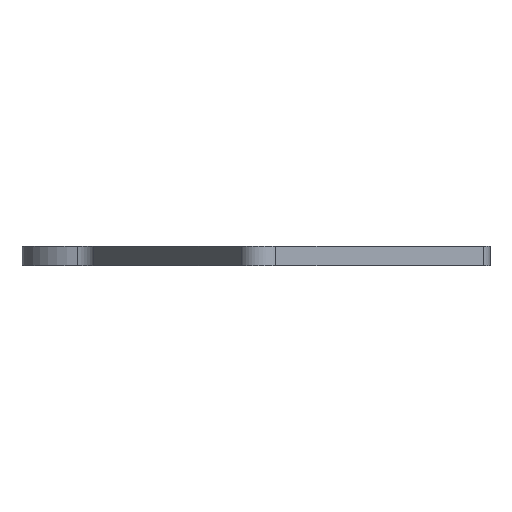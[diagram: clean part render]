
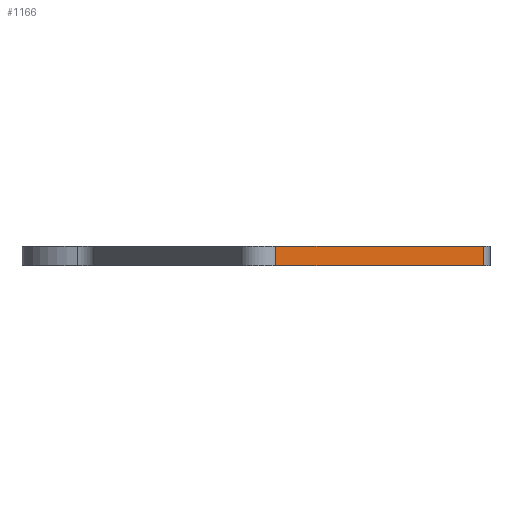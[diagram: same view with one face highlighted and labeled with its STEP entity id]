
A CAD part, left-side view. The second image highlights one B-rep face of the part: STEP entity #1166.
In plain terms, the highlighted planar face has unit normal (-0.707, -0.707, 0).
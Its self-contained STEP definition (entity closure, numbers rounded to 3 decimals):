
#43=PLANE('',#1367);
#59=LINE('',#1861,#108);
#60=LINE('',#1891,#109);
#88=LINE('',#2156,#137);
#89=LINE('',#2158,#138);
#108=VECTOR('',#1434,10.);
#109=VECTOR('',#1465,10.);
#137=VECTOR('',#1769,10.);
#138=VECTOR('',#1772,10.);
#217=FACE_OUTER_BOUND('',#298,.T.);
#298=EDGE_LOOP('',(#1041,#1042,#1043,#1044));
#444=VERTEX_POINT('',#1821);
#462=VERTEX_POINT('',#1859);
#474=VERTEX_POINT('',#1887);
#476=VERTEX_POINT('',#1890);
#584=EDGE_CURVE('',#462,#444,#59,.T.);
#598=EDGE_CURVE('',#474,#476,#60,.T.);
#724=EDGE_CURVE('',#444,#474,#88,.T.);
#725=EDGE_CURVE('',#476,#462,#89,.T.);
#1041=ORIENTED_EDGE('',*,*,#724,.F.);
#1042=ORIENTED_EDGE('',*,*,#584,.F.);
#1043=ORIENTED_EDGE('',*,*,#725,.F.);
#1044=ORIENTED_EDGE('',*,*,#598,.F.);
#1166=ADVANCED_FACE('',(#217),#43,.T.);
#1367=AXIS2_PLACEMENT_3D('',#2157,#1770,#1771);
#1434=DIRECTION('',(-0.707,0.707,0.));
#1465=DIRECTION('',(0.707,-0.707,0.));
#1769=DIRECTION('',(0.,0.,1.));
#1770=DIRECTION('center_axis',(-0.707,-0.707,0.));
#1771=DIRECTION('ref_axis',(0.707,-0.707,0.));
#1772=DIRECTION('',(0.,0.,-1.));
#1821=CARTESIAN_POINT('',(-40.067,-16.501,0.));
#1859=CARTESIAN_POINT('',(-16.355,-40.213,0.));
#1861=CARTESIAN_POINT('',(-28.284,-28.284,0.));
#1887=CARTESIAN_POINT('',(-40.067,-16.501,2.2));
#1890=CARTESIAN_POINT('',(-16.355,-40.213,2.2));
#1891=CARTESIAN_POINT('',(-28.284,-28.284,2.2));
#2156=CARTESIAN_POINT('',(-40.067,-16.501,0.));
#2157=CARTESIAN_POINT('Origin',(-42.426,-14.142,0.));
#2158=CARTESIAN_POINT('',(-16.355,-40.213,0.));
